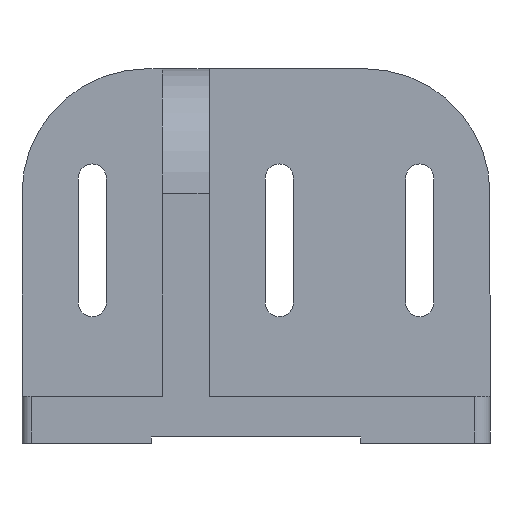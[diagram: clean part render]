
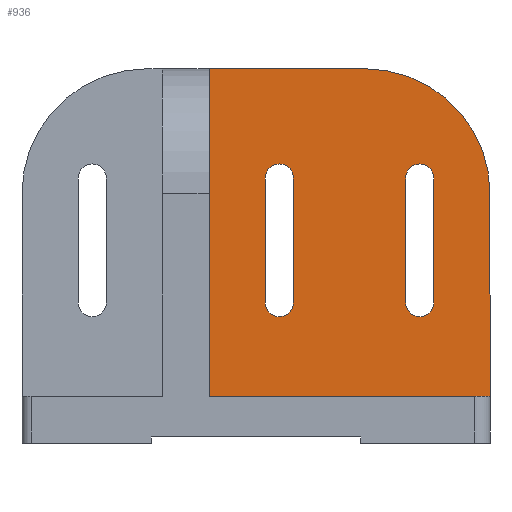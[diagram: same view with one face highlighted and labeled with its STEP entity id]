
A CAD part, left-side view. The second image highlights one B-rep face of the part: STEP entity #936.
In plain terms, the highlighted planar face has unit normal (-1, 0, 0).
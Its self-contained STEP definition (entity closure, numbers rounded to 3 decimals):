
#6 = VERTEX_POINT ( 'NONE', #1222 ) ;
#39 = LINE ( 'NONE', #2289, #474 ) ;
#73 = CARTESIAN_POINT ( 'NONE',  ( 45., -22.5, 30. ) ) ;
#121 = DIRECTION ( 'NONE',  ( 0., 1., 0. ) ) ;
#173 = DIRECTION ( 'NONE',  ( 1., 0., 0. ) ) ;
#216 = DIRECTION ( 'NONE',  ( -1., 0., 0. ) ) ;
#256 = DIRECTION ( 'NONE',  ( 0., 0., 1. ) ) ;
#278 = CARTESIAN_POINT ( 'NONE',  ( 45., 45., 0. ) ) ;
#301 = EDGE_CURVE ( 'NONE', #1723, #1107, #39, .T. ) ;
#309 = ORIENTED_EDGE ( 'NONE', *, *, #1088, .T. ) ;
#326 = VERTEX_POINT ( 'NONE', #2784 ) ;
#340 = AXIS2_PLACEMENT_3D ( 'NONE', #1603, #3020, #867 ) ;
#363 = ORIENTED_EDGE ( 'NONE', *, *, #546, .T. ) ;
#365 = DIRECTION ( 'NONE',  ( 0., 0., -1. ) ) ;
#369 = DIRECTION ( 'NONE',  ( 1., 0., 0. ) ) ;
#386 = VERTEX_POINT ( 'NONE', #1399 ) ;
#387 = VERTEX_POINT ( 'NONE', #1850 ) ;
#400 = VECTOR ( 'NONE', #2613, 1000. ) ;
#422 = LINE ( 'NONE', #1986, #836 ) ;
#438 = FACE_OUTER_BOUND ( 'NONE', #2824, .T. ) ;
#449 = VERTEX_POINT ( 'NONE', #2559 ) ;
#470 = CARTESIAN_POINT ( 'NONE',  ( 45., 22.5, 70. ) ) ;
#474 = VECTOR ( 'NONE', #2265, 1000. ) ;
#485 = EDGE_CURVE ( 'NONE', #2024, #2058, #1677, .T. ) ;
#486 = ORIENTED_EDGE ( 'NONE', *, *, #2414, .T. ) ;
#516 = ORIENTED_EDGE ( 'NONE', *, *, #1185, .T. ) ;
#533 = DIRECTION ( 'NONE',  ( 1., 0., 0. ) ) ;
#546 = EDGE_CURVE ( 'NONE', #1935, #387, #593, .T. ) ;
#566 = EDGE_LOOP ( 'NONE', ( #1797, #1939, #2239, #2943, #893 ) ) ;
#575 = ORIENTED_EDGE ( 'NONE', *, *, #1848, .T. ) ;
#588 = LINE ( 'NONE', #2254, #1303 ) ;
#593 = LINE ( 'NONE', #2623, #1076 ) ;
#622 = DIRECTION ( 'NONE',  ( 0., 0., -1. ) ) ;
#655 = CARTESIAN_POINT ( 'NONE',  ( 45., -5., 65. ) ) ;
#693 = CARTESIAN_POINT ( 'NONE',  ( 45., 27., 30. ) ) ;
#703 = CARTESIAN_POINT ( 'NONE',  ( 45., 27., 0. ) ) ;
#771 = EDGE_CURVE ( 'NONE', #449, #2606, #588, .T. ) ;
#826 = CARTESIAN_POINT ( 'NONE',  ( 45., -27., 30. ) ) ;
#836 = VECTOR ( 'NONE', #2929, 1000. ) ;
#849 = DIRECTION ( 'NONE',  ( -1., 0., 0. ) ) ;
#867 = DIRECTION ( 'NONE',  ( 0., 0., -1. ) ) ;
#893 = ORIENTED_EDGE ( 'NONE', *, *, #1435, .T. ) ;
#895 = ORIENTED_EDGE ( 'NONE', *, *, #771, .T. ) ;
#905 = VERTEX_POINT ( 'NONE', #693 ) ;
#928 = DIRECTION ( 'NONE',  ( 0., 0., 1. ) ) ;
#936 = ADVANCED_FACE ( 'NONE', ( #2006, #1340, #438 ), #2130, .T. ) ;
#956 = ORIENTED_EDGE ( 'NONE', *, *, #301, .F. ) ;
#989 = EDGE_LOOP ( 'NONE', ( #309, #486, #2662, #1839, #363 ) ) ;
#1076 = VECTOR ( 'NONE', #256, 1000. ) ;
#1088 = EDGE_CURVE ( 'NONE', #387, #326, #2116, .T. ) ;
#1100 = VERTEX_POINT ( 'NONE', #826 ) ;
#1102 = LINE ( 'NONE', #703, #400 ) ;
#1107 = VERTEX_POINT ( 'NONE', #1527 ) ;
#1143 = EDGE_CURVE ( 'NONE', #1985, #1935, #2553, .T. ) ;
#1173 = CARTESIAN_POINT ( 'NONE',  ( 45., 18., 70. ) ) ;
#1185 = EDGE_CURVE ( 'NONE', #1723, #1703, #2040, .T. ) ;
#1222 = CARTESIAN_POINT ( 'NONE',  ( 45., 22.5, 25.5 ) ) ;
#1290 = CARTESIAN_POINT ( 'NONE',  ( 45., -45., 65. ) ) ;
#1303 = VECTOR ( 'NONE', #365, 1000. ) ;
#1313 = ORIENTED_EDGE ( 'NONE', *, *, #3032, .F. ) ;
#1340 = FACE_BOUND ( 'NONE', #566, .T. ) ;
#1399 = CARTESIAN_POINT ( 'NONE',  ( 45., 27., 70. ) ) ;
#1407 = DIRECTION ( 'NONE',  ( 0., 1., 0. ) ) ;
#1435 = EDGE_CURVE ( 'NONE', #905, #386, #1102, .T. ) ;
#1439 = EDGE_CURVE ( 'NONE', #386, #2024, #1513, .T. ) ;
#1499 = AXIS2_PLACEMENT_3D ( 'NONE', #2539, #216, #928 ) ;
#1513 = CIRCLE ( 'NONE', #2117, 4.5 ) ;
#1527 = CARTESIAN_POINT ( 'NONE',  ( 45., -45., 0. ) ) ;
#1547 = DIRECTION ( 'NONE',  ( 0., 0., -1. ) ) ;
#1550 = CARTESIAN_POINT ( 'NONE',  ( 45., -22.5, 70. ) ) ;
#1597 = CARTESIAN_POINT ( 'NONE',  ( 45., -18., 30. ) ) ;
#1603 = CARTESIAN_POINT ( 'NONE',  ( 45., -22.5, 30. ) ) ;
#1630 = CARTESIAN_POINT ( 'NONE',  ( 45., 18., 0. ) ) ;
#1669 = DIRECTION ( 'NONE',  ( 0., 0., -1. ) ) ;
#1674 = EDGE_CURVE ( 'NONE', #1100, #1985, #1951, .T. ) ;
#1677 = LINE ( 'NONE', #1630, #2227 ) ;
#1703 = VERTEX_POINT ( 'NONE', #2237 ) ;
#1723 = VERTEX_POINT ( 'NONE', #1290 ) ;
#1775 = AXIS2_PLACEMENT_3D ( 'NONE', #2001, #2960, #1547 ) ;
#1797 = ORIENTED_EDGE ( 'NONE', *, *, #1439, .T. ) ;
#1799 = CIRCLE ( 'NONE', #1775, 4.5 ) ;
#1828 = DIRECTION ( 'NONE',  ( 0., 0., -1. ) ) ;
#1839 = ORIENTED_EDGE ( 'NONE', *, *, #1143, .T. ) ;
#1848 = EDGE_CURVE ( 'NONE', #1703, #449, #2139, .T. ) ;
#1850 = CARTESIAN_POINT ( 'NONE',  ( 45., -18., 70. ) ) ;
#1935 = VERTEX_POINT ( 'NONE', #1597 ) ;
#1939 = ORIENTED_EDGE ( 'NONE', *, *, #485, .T. ) ;
#1951 = CIRCLE ( 'NONE', #2709, 4.5 ) ;
#1985 = VERTEX_POINT ( 'NONE', #2108 ) ;
#1986 = CARTESIAN_POINT ( 'NONE',  ( 45., -27., 0. ) ) ;
#2001 = CARTESIAN_POINT ( 'NONE',  ( 45., 22.5, 30. ) ) ;
#2006 = FACE_BOUND ( 'NONE', #989, .T. ) ;
#2024 = VERTEX_POINT ( 'NONE', #1173 ) ;
#2026 = VECTOR ( 'NONE', #121, 1000. ) ;
#2040 = CIRCLE ( 'NONE', #2461, 40. ) ;
#2058 = VERTEX_POINT ( 'NONE', #2131 ) ;
#2108 = CARTESIAN_POINT ( 'NONE',  ( 45., -22.5, 25.5 ) ) ;
#2116 = CIRCLE ( 'NONE', #2152, 4.5 ) ;
#2117 = AXIS2_PLACEMENT_3D ( 'NONE', #470, #2370, #2849 ) ;
#2130 = PLANE ( 'NONE',  #1499 ) ;
#2131 = CARTESIAN_POINT ( 'NONE',  ( 45., 18., 30. ) ) ;
#2137 = CIRCLE ( 'NONE', #3040, 4.5 ) ;
#2139 = LINE ( 'NONE', #2524, #2026 ) ;
#2152 = AXIS2_PLACEMENT_3D ( 'NONE', #1550, #369, #2479 ) ;
#2227 = VECTOR ( 'NONE', #1669, 1000. ) ;
#2237 = CARTESIAN_POINT ( 'NONE',  ( 45., -5., 105. ) ) ;
#2239 = ORIENTED_EDGE ( 'NONE', *, *, #2718, .T. ) ;
#2254 = CARTESIAN_POINT ( 'NONE',  ( 45., 45., 0. ) ) ;
#2265 = DIRECTION ( 'NONE',  ( 0., 0., -1. ) ) ;
#2289 = CARTESIAN_POINT ( 'NONE',  ( 45., -45., 0. ) ) ;
#2370 = DIRECTION ( 'NONE',  ( 1., 0., 0. ) ) ;
#2414 = EDGE_CURVE ( 'NONE', #326, #1100, #422, .T. ) ;
#2461 = AXIS2_PLACEMENT_3D ( 'NONE', #655, #849, #622 ) ;
#2479 = DIRECTION ( 'NONE',  ( 0., 0., -1. ) ) ;
#2524 = CARTESIAN_POINT ( 'NONE',  ( 45., -45., 105. ) ) ;
#2539 = CARTESIAN_POINT ( 'NONE',  ( 45., -45., 0. ) ) ;
#2541 = CARTESIAN_POINT ( 'NONE',  ( 45., 22.5, 30. ) ) ;
#2553 = CIRCLE ( 'NONE', #340, 4.5 ) ;
#2559 = CARTESIAN_POINT ( 'NONE',  ( 45., 45., 105. ) ) ;
#2580 = EDGE_CURVE ( 'NONE', #6, #905, #2137, .T. ) ;
#2605 = VECTOR ( 'NONE', #1407, 1000. ) ;
#2606 = VERTEX_POINT ( 'NONE', #278 ) ;
#2613 = DIRECTION ( 'NONE',  ( 0., 0., 1. ) ) ;
#2623 = CARTESIAN_POINT ( 'NONE',  ( 45., -18., 0. ) ) ;
#2662 = ORIENTED_EDGE ( 'NONE', *, *, #1674, .T. ) ;
#2709 = AXIS2_PLACEMENT_3D ( 'NONE', #73, #533, #2926 ) ;
#2718 = EDGE_CURVE ( 'NONE', #2058, #6, #1799, .T. ) ;
#2784 = CARTESIAN_POINT ( 'NONE',  ( 45., -27., 70. ) ) ;
#2824 = EDGE_LOOP ( 'NONE', ( #895, #1313, #956, #516, #575 ) ) ;
#2826 = LINE ( 'NONE', #3043, #2605 ) ;
#2849 = DIRECTION ( 'NONE',  ( 0., 0., -1. ) ) ;
#2926 = DIRECTION ( 'NONE',  ( 0., 0., -1. ) ) ;
#2929 = DIRECTION ( 'NONE',  ( 0., 0., -1. ) ) ;
#2943 = ORIENTED_EDGE ( 'NONE', *, *, #2580, .T. ) ;
#2960 = DIRECTION ( 'NONE',  ( 1., 0., 0. ) ) ;
#3020 = DIRECTION ( 'NONE',  ( 1., 0., 0. ) ) ;
#3032 = EDGE_CURVE ( 'NONE', #1107, #2606, #2826, .T. ) ;
#3040 = AXIS2_PLACEMENT_3D ( 'NONE', #2541, #173, #1828 ) ;
#3043 = CARTESIAN_POINT ( 'NONE',  ( 45., 30.111, 0. ) ) ;
